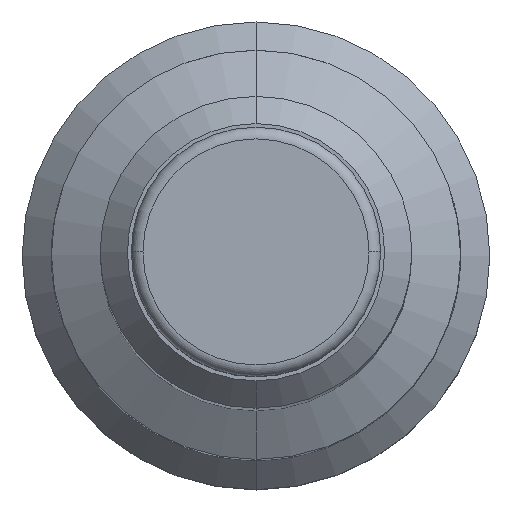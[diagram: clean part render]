
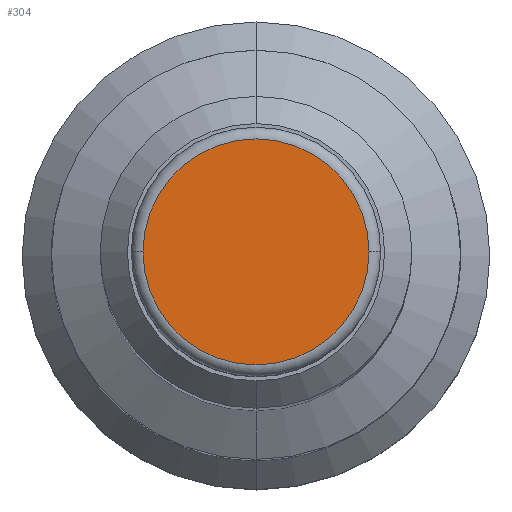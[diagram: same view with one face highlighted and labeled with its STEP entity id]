
A CAD part, top view. The second image highlights one B-rep face of the part: STEP entity #304.
In plain terms, the highlighted face is planar.
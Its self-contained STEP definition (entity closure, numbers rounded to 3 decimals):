
#55=CARTESIAN_POINT('',(0.,7.5,0.));
#56=DIRECTION('',(0.,-1.,0.));
#57=DIRECTION('',(1.,0.,0.));
#58=AXIS2_PLACEMENT_3D('',#55,#56,#57);
#93=CARTESIAN_POINT('',(0.,7.5,0.));
#94=DIRECTION('',(0.,-1.,0.));
#95=DIRECTION('',(-1.,0.,0.));
#96=AXIS2_PLACEMENT_3D('',#93,#94,#95);
#289=CARTESIAN_POINT('',(2.9,7.5,0.));
#290=CARTESIAN_POINT('',(-2.9,7.5,0.));
#291=VERTEX_POINT('',#289);
#292=VERTEX_POINT('',#290);
#293=CARTESIAN_POINT('',(0.,7.5,0.));
#294=DIRECTION('',(0.,1.,0.));
#295=DIRECTION('',(1.,0.,0.));
#296=AXIS2_PLACEMENT_3D('',#293,#294,#295);
#297=PLANE('',#296);
#299=ORIENTED_EDGE('',*,*,#298,.T.);
#301=ORIENTED_EDGE('',*,*,#300,.T.);
#302=EDGE_LOOP('',(#299,#301));
#303=FACE_OUTER_BOUND('',#302,.F.);
#304=ADVANCED_FACE('',(#303),#297,.T.);
#59=CIRCLE('',#58,2.9);
#97=CIRCLE('',#96,2.9);
#298=EDGE_CURVE('',#291,#292,#59,.T.);
#300=EDGE_CURVE('',#292,#291,#97,.T.);
